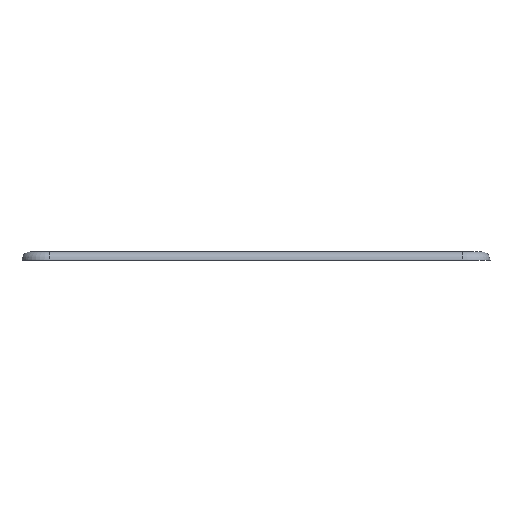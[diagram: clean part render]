
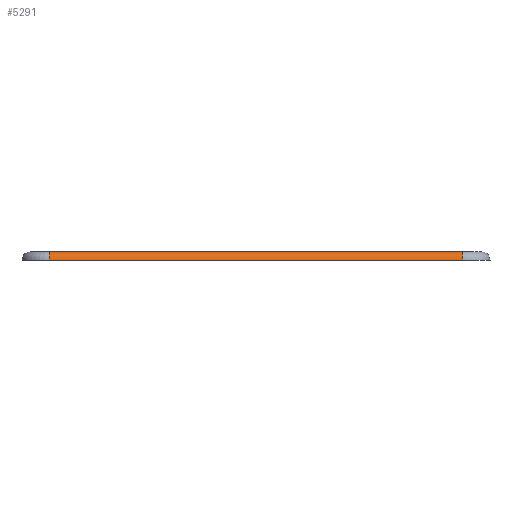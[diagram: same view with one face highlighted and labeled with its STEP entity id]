
A CAD part, left-side view. The second image highlights one B-rep face of the part: STEP entity #5291.
In plain terms, the highlighted cylindrical face has radius 1.5 mm (diameter 3 mm), a partial arc.
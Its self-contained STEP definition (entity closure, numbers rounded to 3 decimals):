
#33=CYLINDRICAL_SURFACE('',#5485,1.5);
#109=CIRCLE('',#5483,1.5);
#111=CIRCLE('',#5486,1.5);
#844=FACE_OUTER_BOUND('',#1154,.T.);
#1154=EDGE_LOOP('',(#4654,#4655,#4656,#4657));
#1530=LINE('',#10143,#1947);
#1565=LINE('',#10314,#1982);
#1947=VECTOR('',#6023,10.);
#1982=VECTOR('',#6162,10.);
#2466=VERTEX_POINT('',#10140);
#2467=VERTEX_POINT('',#10142);
#2532=VERTEX_POINT('',#10308);
#2533=VERTEX_POINT('',#10312);
#3191=EDGE_CURVE('',#2466,#2467,#1530,.T.);
#3264=EDGE_CURVE('',#2467,#2532,#109,.T.);
#3266=EDGE_CURVE('',#2466,#2533,#111,.T.);
#3267=EDGE_CURVE('',#2533,#2532,#1565,.T.);
#4654=ORIENTED_EDGE('',*,*,#3264,.F.);
#4655=ORIENTED_EDGE('',*,*,#3191,.F.);
#4656=ORIENTED_EDGE('',*,*,#3266,.T.);
#4657=ORIENTED_EDGE('',*,*,#3267,.T.);
#5291=ADVANCED_FACE('',(#844),#33,.T.);
#5483=AXIS2_PLACEMENT_3D('',#10309,#6154,#6155);
#5485=AXIS2_PLACEMENT_3D('',#10311,#6158,#6159);
#5486=AXIS2_PLACEMENT_3D('',#10313,#6160,#6161);
#6023=DIRECTION('',(0.,1.,0.));
#6154=DIRECTION('center_axis',(0.,1.,0.));
#6155=DIRECTION('ref_axis',(-1.,0.,0.));
#6158=DIRECTION('center_axis',(0.,-1.,0.));
#6159=DIRECTION('ref_axis',(-0.707,0.,0.707));
#6160=DIRECTION('center_axis',(0.,1.,0.));
#6161=DIRECTION('ref_axis',(-1.,0.,0.));
#6162=DIRECTION('',(0.,1.,0.));
#10140=CARTESIAN_POINT('',(-31.77,-44.022,0.));
#10142=CARTESIAN_POINT('',(-31.77,31.978,0.));
#10143=CARTESIAN_POINT('',(-31.77,-49.022,0.));
#10308=CARTESIAN_POINT('',(-30.27,31.978,1.5));
#10309=CARTESIAN_POINT('Origin',(-30.27,31.978,0.));
#10311=CARTESIAN_POINT('Origin',(-30.27,15.478,0.));
#10312=CARTESIAN_POINT('',(-30.27,-44.022,1.5));
#10313=CARTESIAN_POINT('Origin',(-30.27,-44.022,0.));
#10314=CARTESIAN_POINT('',(-30.27,15.478,1.5));
